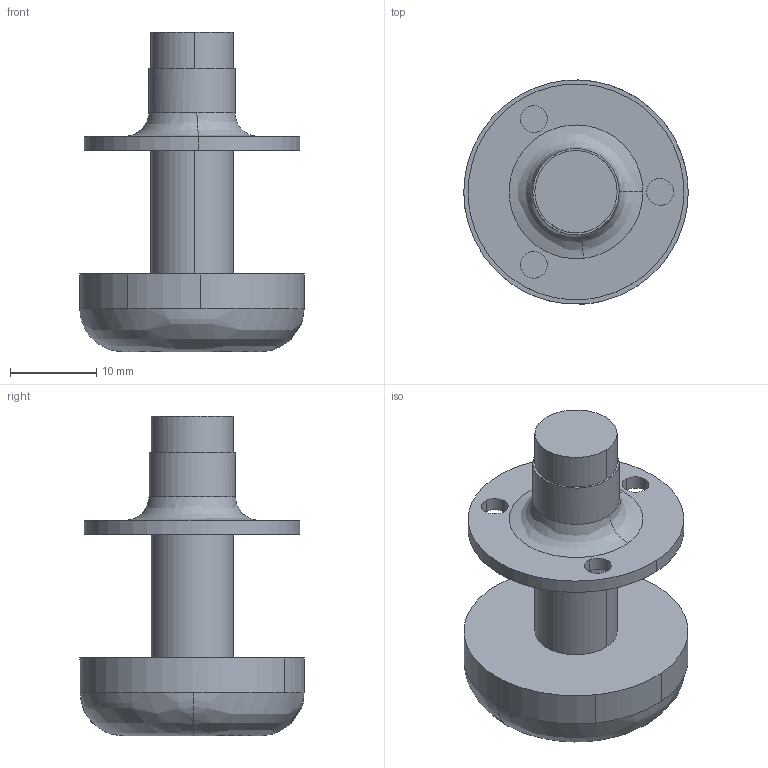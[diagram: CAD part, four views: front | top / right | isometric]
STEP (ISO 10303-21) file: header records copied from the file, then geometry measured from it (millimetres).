
FILE_DESCRIPTION((''),'2;1');
FILE_NAME('','2005-12-14T14:50:38',(''),(''),'','CADfix','');
FILE_SCHEMA(('AUTOMOTIVE_DESIGN'));
Length unit declared in the file: millimetre
Products named in the file (4): nut; foot; bolt; TM_123_3_14496_36
Assembly tree (3 placements, depth 2):
  TM_123_3_14496_36
    nut
    foot
    bolt
Bounding box: 26 x 25.96 x 37 mm (x, y, z)
Volume: 7128.3 mm3; surface area: 4217.9 mm2
Topology: 3 solids, 3 shells, 32 faces, 110 edges, 86 vertices
Faces by surface type: bspline 32
Entity records: 1513 total; most frequent: CARTESIAN_POINT 848, ORIENTED_EDGE 220, EDGE_CURVE 110, VERTEX_POINT 86, EDGE_LOOP 42, FACE_OUTER_BOUND 32, ADVANCED_FACE 32, DIRECTION 20
